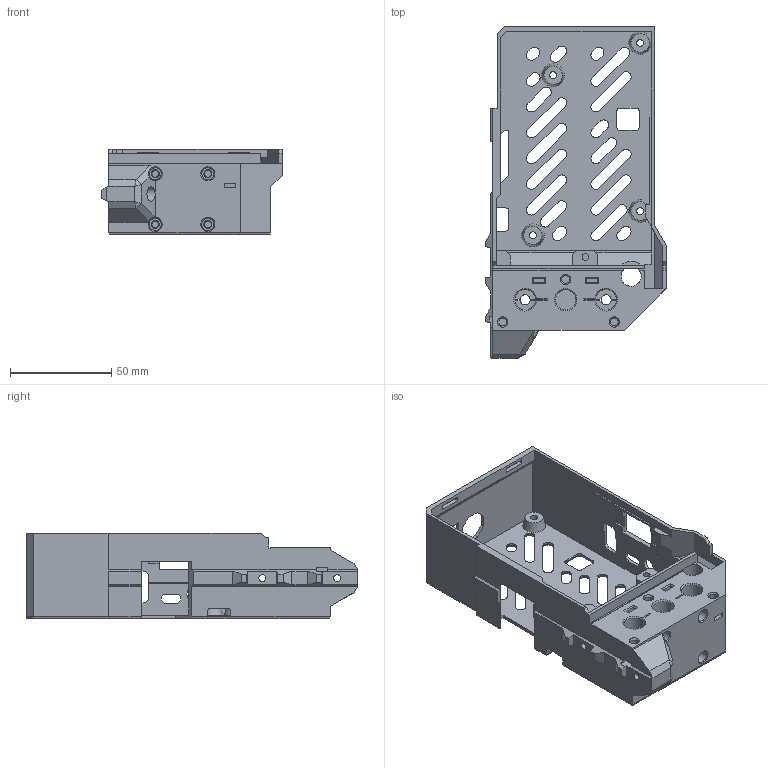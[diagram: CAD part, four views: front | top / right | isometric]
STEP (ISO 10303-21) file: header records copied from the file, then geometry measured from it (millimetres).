
FILE_DESCRIPTION(/* description */ (''),/* implementation_level */ '2;1');
FILE_NAME(/* name */ 'MINI-z-bottom.stp',/* time_stamp */ '2021-02-04T21:57:33+01:00',/* author */ ('Robert Turinsky'),/* organization */ (''),/* preprocessor_version */ 'ST-DEVELOPER v18.1',/* originating_system */ 'Autodesk Inventor 2021',/* authorisation */ '');
FILE_SCHEMA (('AUTOMOTIVE_DESIGN { 1 0 10303 214 3 1 1 }'));
Length unit declared in the file: millimetre
Products named in the file (1): MINI-z-bottom
Bounding box: 89.3 x 163.94 x 42 mm (x, y, z)
Volume: 117452.1 mm3; surface area: 64908.1 mm2
Topology: 1 solids, 3 shells, 876 faces, 2319 edges, 1455 vertices
Faces by surface type: plane 701, cylinder 86, cone 57, bspline 32
Full cylindrical faces by diameter (mm): 3.3 x2, 3.4 x16, 4 x6, 6 x4, 6.5 x1, 7 x2, 10 x2
Entity records: 27257 total; most frequent: CARTESIAN_POINT 5424, ORIENTED_EDGE 4630, DIRECTION 4290, EDGE_CURVE 2315, LINE 1852, VECTOR 1852, VERTEX_POINT 1453, AXIS2_PLACEMENT_3D 1219
